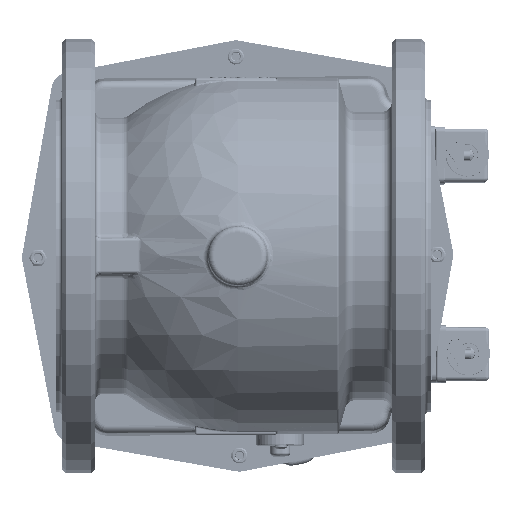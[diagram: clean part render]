
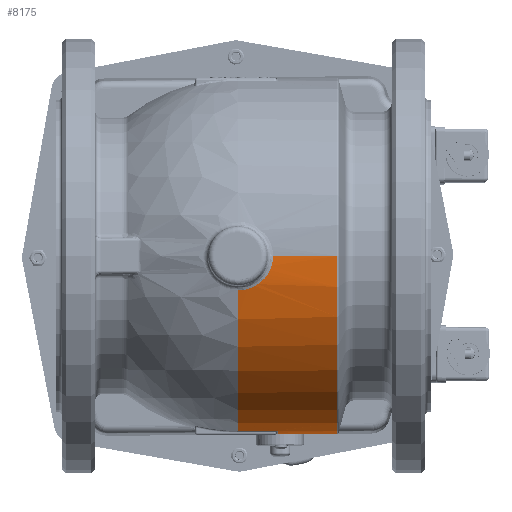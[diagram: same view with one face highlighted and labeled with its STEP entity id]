
A CAD part, front view. The second image highlights one B-rep face of the part: STEP entity #8175.
In plain terms, the highlighted cylindrical face has radius 90 mm (diameter 180 mm), a partial arc.
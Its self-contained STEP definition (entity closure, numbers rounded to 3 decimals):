
#8175=ADVANCED_FACE('',(#22471),#22472,.T.);
#22471=FACE_OUTER_BOUND('',#44654,.T.);
#22472=CYLINDRICAL_SURFACE('',#44655,90.0);
#44654=EDGE_LOOP('',(#77116,#77117,#77118,#77119,#77120,#77121,#77122,#77123,#77124,#77125,#77126,#77127,#77128,#77129,#77130));
#44655=AXIS2_PLACEMENT_3D('',#77131,#77132,#77133);
#77116=ORIENTED_EDGE('',*,*,#134741,.T.);
#77117=ORIENTED_EDGE('',*,*,#134589,.T.);
#77118=ORIENTED_EDGE('',*,*,#135907,.T.);
#77119=ORIENTED_EDGE('',*,*,#134752,.T.);
#77120=ORIENTED_EDGE('',*,*,#135716,.F.);
#77121=ORIENTED_EDGE('',*,*,#135714,.F.);
#77122=ORIENTED_EDGE('',*,*,#135908,.T.);
#77123=ORIENTED_EDGE('',*,*,#134724,.F.);
#77124=ORIENTED_EDGE('',*,*,#135909,.F.);
#77125=ORIENTED_EDGE('',*,*,#135910,.F.);
#77126=ORIENTED_EDGE('',*,*,#134739,.F.);
#77127=ORIENTED_EDGE('',*,*,#135911,.F.);
#77128=ORIENTED_EDGE('',*,*,#134733,.F.);
#77129=ORIENTED_EDGE('',*,*,#134709,.T.);
#77130=ORIENTED_EDGE('',*,*,#135759,.F.);
#77131=CARTESIAN_POINT('',(45.778,-26.419,-43.19));
#77132=DIRECTION('',(-1.0,0.,0.));
#77133=DIRECTION('',(0.,1.0,0.));
#134589=EDGE_CURVE('',#158561,#158559,#158562,.T.);
#134709=EDGE_CURVE('',#158764,#158762,#158765,.T.);
#134724=EDGE_CURVE('',#158791,#158793,#158794,.T.);
#134733=EDGE_CURVE('',#158764,#158806,#158807,.T.);
#134739=EDGE_CURVE('',#158815,#158811,#158817,.T.);
#134741=EDGE_CURVE('',#158819,#158561,#158820,.T.);
#134752=EDGE_CURVE('',#158839,#158837,#158840,.T.);
#135714=EDGE_CURVE('',#160289,#160287,#160291,.T.);
#135716=EDGE_CURVE('',#160287,#158837,#160293,.T.);
#135759=EDGE_CURVE('',#158819,#158762,#160338,.T.);
#135907=EDGE_CURVE('',#158559,#158839,#160515,.T.);
#135908=EDGE_CURVE('',#160289,#158793,#160516,.T.);
#135909=EDGE_CURVE('',#160517,#158791,#160518,.T.);
#135910=EDGE_CURVE('',#158811,#160517,#160519,.T.);
#135911=EDGE_CURVE('',#158806,#158815,#160520,.T.);
#158559=VERTEX_POINT('',#194085);
#158561=VERTEX_POINT('',#194087);
#158562=CIRCLE('',#194088,90.0);
#158762=VERTEX_POINT('',#194348);
#158764=VERTEX_POINT('',#194350);
#158765=CIRCLE('',#194351,90.0);
#158791=VERTEX_POINT('',#194407);
#158793=VERTEX_POINT('',#194409);
#158794=LINE('',#194410,#194411);
#158806=VERTEX_POINT('',#194424);
#158807=LINE('',#194425,#194426);
#158811=VERTEX_POINT('',#194430);
#158815=VERTEX_POINT('',#194448);
#158817=CIRCLE('',#194450,90.0);
#158819=VERTEX_POINT('',#194452);
#158820=LINE('',#194453,#194454);
#158837=VERTEX_POINT('',#194512);
#158839=VERTEX_POINT('',#194522);
#158840=LINE('',#194523,#194524);
#160287=VERTEX_POINT('',#197066);
#160289=VERTEX_POINT('',#197068);
#160291=B_SPLINE_CURVE_WITH_KNOTS('',3,(#197070,#197071,#197072,#197073,#197074),.UNSPECIFIED.,.F.,.F.,(4,1,4),(-5.636,-5.086,-4.353),.UNSPECIFIED.);
#160293=B_SPLINE_CURVE_WITH_KNOTS('',3,(#197076,#197077,#197078,#197079,#197080,#197081,#197082,#197083,#197084),.UNSPECIFIED.,.F.,.F.,(4,1,1,1,1,1,4),(-3.068,-2.63,-2.192,-1.315,-0.877,-0.438,0.),.UNSPECIFIED.);
#160338=B_SPLINE_CURVE_WITH_KNOTS('',3,(#197129,#197130,#197131,#197132,#197133,#197134,#197135,#197136,#197137,#197138,#197139,#197140,#197141,#197142,#197143,#197144,#197145),.UNSPECIFIED.,.F.,.F.,(4,1,1,1,1,1,1,1,1,1,1,1,1,1,4),(-9.677,-8.986,-8.294,-7.776,-7.258,-6.912,-5.875,-5.53,-4.147,-3.686,-2.765,-2.074,-1.382,-0.691,0.),.UNSPECIFIED.);
#160515=CIRCLE('',#197456,90.0);
#160516=CIRCLE('',#197457,90.0);
#160517=VERTEX_POINT('',#197458);
#160518=B_SPLINE_CURVE_WITH_KNOTS('',3,(#197459,#197460,#197461,#197462,#197463),.UNSPECIFIED.,.F.,.F.,(4,1,4),(-0.315,-0.135,0.),.UNSPECIFIED.);
#160519=CIRCLE('',#197464,90.0);
#160520=B_SPLINE_CURVE_WITH_KNOTS('',3,(#197465,#197466,#197467,#197468,#197469),.UNSPECIFIED.,.F.,.F.,(4,1,4),(-0.314,-0.18,0.0),.UNSPECIFIED.);
#194085=CARTESIAN_POINT('',(73.455,-26.419,-133.19));
#194087=CARTESIAN_POINT('',(73.455,63.581,-43.19));
#194088=AXIS2_PLACEMENT_3D('',#243997,#243998,#243999);
#194348=CARTESIAN_POINT('',(23.278,58.279,-73.625));
#194350=CARTESIAN_POINT('',(23.278,-10.1,-131.698));
#194351=AXIS2_PLACEMENT_3D('',#244194,#244195,#244196);
#194407=CARTESIAN_POINT('',(41.778,-42.738,-131.698));
#194409=CARTESIAN_POINT('',(23.278,-42.738,-131.698));
#194410=CARTESIAN_POINT('',(45.778,-42.738,-131.698));
#194411=VECTOR('',#244225,18.5);
#194424=CARTESIAN_POINT('',(41.778,-10.1,-131.698));
#194425=CARTESIAN_POINT('',(45.778,-10.1,-131.698));
#194426=VECTOR('',#244242,18.5);
#194430=CARTESIAN_POINT('',(43.778,-26.419,-133.19));
#194448=CARTESIAN_POINT('',(43.778,-12.078,-132.04));
#194450=AXIS2_PLACEMENT_3D('',#244252,#244253,#244254);
#194452=CARTESIAN_POINT('',(53.257,63.578,-43.19));
#194453=CARTESIAN_POINT('',(45.778,63.581,-43.19));
#194454=VECTOR('',#244255,1.0);
#194512=CARTESIAN_POINT('',(41.193,-116.418,-43.19));
#194522=CARTESIAN_POINT('',(73.455,-116.419,-43.19));
#194523=CARTESIAN_POINT('',(45.778,-116.419,-43.19));
#194524=VECTOR('',#244265,1.0);
#197066=CARTESIAN_POINT('',(35.067,-115.451,-56.353));
#197068=CARTESIAN_POINT('',(23.278,-114.717,-60.609));
#197070=CARTESIAN_POINT('',(23.278,-114.717,-60.609));
#197071=CARTESIAN_POINT('',(25.111,-114.717,-60.609));
#197072=CARTESIAN_POINT('',(29.395,-114.846,-59.971));
#197073=CARTESIAN_POINT('',(33.214,-115.221,-57.907));
#197074=CARTESIAN_POINT('',(35.067,-115.451,-56.353));
#197076=CARTESIAN_POINT('',(35.067,-115.451,-56.353));
#197077=CARTESIAN_POINT('',(36.166,-115.588,-55.431));
#197078=CARTESIAN_POINT('',(38.133,-115.87,-53.311));
#197079=CARTESIAN_POINT('',(40.865,-116.347,-48.27));
#197080=CARTESIAN_POINT('',(41.596,-116.498,-42.453));
#197081=CARTESIAN_POINT('',(40.188,-116.226,-36.874));
#197082=CARTESIAN_POINT('',(38.15,-115.874,-33.087));
#197083=CARTESIAN_POINT('',(36.166,-115.588,-30.949));
#197084=CARTESIAN_POINT('',(35.067,-115.451,-30.027));
#197129=CARTESIAN_POINT('',(23.278,58.279,-12.755));
#197130=CARTESIAN_POINT('',(25.582,58.279,-12.755));
#197131=CARTESIAN_POINT('',(30.178,58.476,-13.294));
#197132=CARTESIAN_POINT('',(36.163,59.232,-15.502));
#197133=CARTESIAN_POINT('',(40.975,60.139,-18.467));
#197134=CARTESIAN_POINT('',(44.382,60.938,-21.462));
#197135=CARTESIAN_POINT('',(48.393,62.007,-26.105));
#197136=CARTESIAN_POINT('',(51.081,62.852,-31.133));
#197137=CARTESIAN_POINT('',(53.492,63.656,-39.746));
#197138=CARTESIAN_POINT('',(53.505,63.661,-46.982));
#197139=CARTESIAN_POINT('',(50.921,62.801,-55.588));
#197140=CARTESIAN_POINT('',(47.623,61.777,-61.508));
#197141=CARTESIAN_POINT('',(42.408,60.433,-66.922));
#197142=CARTESIAN_POINT('',(36.72,59.303,-70.674));
#197143=CARTESIAN_POINT('',(30.19,58.477,-73.082));
#197144=CARTESIAN_POINT('',(25.582,58.279,-73.625));
#197145=CARTESIAN_POINT('',(23.278,58.279,-73.625));
#197456=AXIS2_PLACEMENT_3D('',#245520,#245521,#245522);
#197457=AXIS2_PLACEMENT_3D('',#245523,#245524,#245525);
#197458=CARTESIAN_POINT('',(43.778,-40.76,-132.04));
#197459=CARTESIAN_POINT('',(43.778,-40.76,-132.04));
#197460=CARTESIAN_POINT('',(43.778,-41.345,-131.946));
#197461=CARTESIAN_POINT('',(43.288,-42.365,-131.768));
#197462=CARTESIAN_POINT('',(42.227,-42.738,-131.698));
#197463=CARTESIAN_POINT('',(41.778,-42.738,-131.698));
#197464=AXIS2_PLACEMENT_3D('',#245526,#245527,#245528);
#197465=CARTESIAN_POINT('',(41.778,-10.1,-131.698));
#197466=CARTESIAN_POINT('',(42.227,-10.1,-131.698));
#197467=CARTESIAN_POINT('',(43.285,-10.47,-131.768));
#197468=CARTESIAN_POINT('',(43.778,-11.494,-131.946));
#197469=CARTESIAN_POINT('',(43.778,-12.078,-132.04));
#243997=CARTESIAN_POINT('',(73.455,-26.419,-43.19));
#243998=DIRECTION('',(-1.0,0.,0.));
#243999=DIRECTION('',(0.,1.0,0.));
#244194=CARTESIAN_POINT('',(23.278,-26.419,-43.19));
#244195=DIRECTION('',(1.0,0.,0.));
#244196=DIRECTION('',(0.,1.0,0.));
#244225=DIRECTION('',(-1.0,0.,0.));
#244242=DIRECTION('',(1.0,0.,0.));
#244252=CARTESIAN_POINT('',(43.778,-26.419,-43.19));
#244253=DIRECTION('',(-1.0,0.,0.));
#244254=DIRECTION('',(0.,0.,-1.0));
#244255=DIRECTION('',(1.0,0.,0.));
#244265=DIRECTION('',(-1.0,0.,0.));
#245520=CARTESIAN_POINT('',(73.455,-26.419,-43.19));
#245521=DIRECTION('',(-1.0,0.,0.));
#245522=DIRECTION('',(0.,1.0,0.));
#245523=CARTESIAN_POINT('',(23.278,-26.419,-43.19));
#245524=DIRECTION('',(1.0,0.,0.));
#245525=DIRECTION('',(0.,1.0,0.));
#245526=CARTESIAN_POINT('',(43.778,-26.419,-43.19));
#245527=DIRECTION('',(-1.0,0.,0.));
#245528=DIRECTION('',(0.,0.,-1.0));
